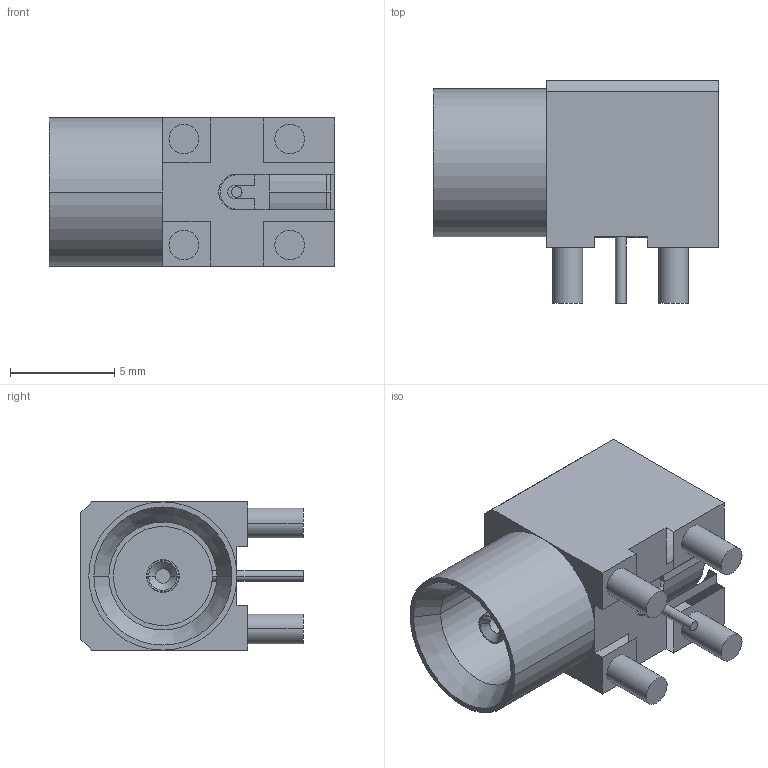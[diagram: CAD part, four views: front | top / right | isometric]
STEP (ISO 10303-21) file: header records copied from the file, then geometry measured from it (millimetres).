
FILE_DESCRIPTION((''),'2;1');
FILE_NAME('920-192J-71A_SW0001','2013-09-20T',('Mohan'),(''),'PRO/ENGINEER BY PARAMETRIC TECHNOLOGY CORPORATION, 2010100','PRO/ENGINEER BY PARAMETRIC TECHNOLOGY CORPORATION, 2010100','');
FILE_SCHEMA(('CONFIG_CONTROL_DESIGN'));
Length unit declared in the file: millimetre
Products named in the file (1): 920-192J-71A_SW0001
Bounding box: 13.69 x 10.67 x 7.11 mm (x, y, z)
Surface area: 717.2 mm2 (no closed solid volume)
Topology: 0 solids, 8 shells, 52 faces, 157 edges, 110 vertices
Faces by surface type: plane 24, cylinder 22, cone 6
Entity records: 1822 total; most frequent: CARTESIAN_POINT 347, DIRECTION 321, ORIENTED_EDGE 252, EDGE_CURVE 157, AXIS2_PLACEMENT_3D 114, VERTEX_POINT 110, VECTOR 93, LINE 93
